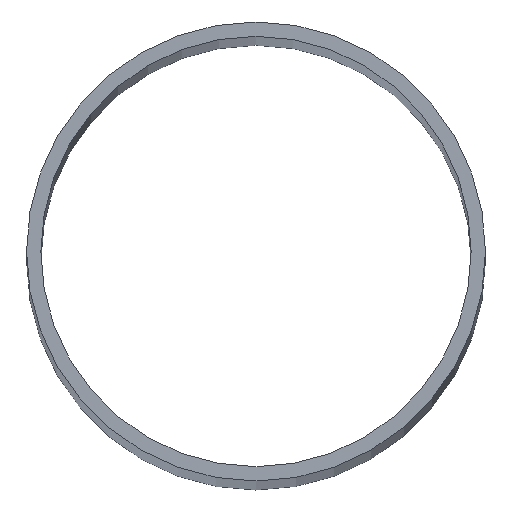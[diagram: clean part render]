
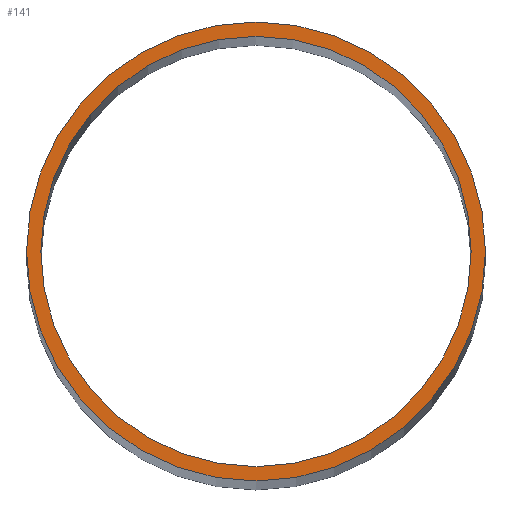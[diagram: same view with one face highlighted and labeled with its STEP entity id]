
A CAD part, top view. The second image highlights one B-rep face of the part: STEP entity #141.
In plain terms, the highlighted planar face has unit normal (0, 0, 1).
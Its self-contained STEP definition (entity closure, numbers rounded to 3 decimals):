
#3 = ORIENTED_EDGE ( 'NONE', *, *, #191, .F. ) ;
#21 = VERTEX_POINT ( 'NONE', #42 ) ;
#23 = AXIS2_PLACEMENT_3D ( 'NONE', #118, #168, #96 ) ;
#25 = CARTESIAN_POINT ( 'NONE',  ( 0., 0., 90. ) ) ;
#29 = DIRECTION ( 'NONE',  ( 0., 0., 1. ) ) ;
#30 = AXIS2_PLACEMENT_3D ( 'NONE', #25, #166, #249 ) ;
#33 = EDGE_LOOP ( 'NONE', ( #74, #228 ) ) ;
#36 = CIRCLE ( 'NONE', #177, 7.5 ) ;
#42 = CARTESIAN_POINT ( 'NONE',  ( 7.5, 0., 90. ) ) ;
#57 = VERTEX_POINT ( 'NONE', #117 ) ;
#61 = PLANE ( 'NONE',  #23 ) ;
#68 = EDGE_CURVE ( 'NONE', #186, #85, #101, .T. ) ;
#74 = ORIENTED_EDGE ( 'NONE', *, *, #172, .T. ) ;
#76 = AXIS2_PLACEMENT_3D ( 'NONE', #121, #196, #220 ) ;
#81 = CARTESIAN_POINT ( 'NONE',  ( 0., 0., 90. ) ) ;
#85 = VERTEX_POINT ( 'NONE', #111 ) ;
#92 = CIRCLE ( 'NONE', #76, 7.5 ) ;
#94 = FACE_OUTER_BOUND ( 'NONE', #33, .T. ) ;
#96 = DIRECTION ( 'NONE',  ( 1., 0., 0. ) ) ;
#101 = CIRCLE ( 'NONE', #30, 8. ) ;
#111 = CARTESIAN_POINT ( 'NONE',  ( -8., 0., 90. ) ) ;
#117 = CARTESIAN_POINT ( 'NONE',  ( -7.5, 0., 90. ) ) ;
#118 = CARTESIAN_POINT ( 'NONE',  ( 0., 0., 90. ) ) ;
#121 = CARTESIAN_POINT ( 'NONE',  ( 0., 0., 90. ) ) ;
#128 = AXIS2_PLACEMENT_3D ( 'NONE', #81, #159, #174 ) ;
#140 = DIRECTION ( 'NONE',  ( 1., 0., 0. ) ) ;
#141 = ADVANCED_FACE ( 'NONE', ( #94, #233 ), #61, .T. ) ;
#159 = DIRECTION ( 'NONE',  ( 0., 0., 1. ) ) ;
#166 = DIRECTION ( 'NONE',  ( 0., 0., 1. ) ) ;
#168 = DIRECTION ( 'NONE',  ( 0., 0., 1. ) ) ;
#172 = EDGE_CURVE ( 'NONE', #85, #186, #183, .T. ) ;
#174 = DIRECTION ( 'NONE',  ( 1., 0., 0. ) ) ;
#177 = AXIS2_PLACEMENT_3D ( 'NONE', #199, #29, #140 ) ;
#178 = EDGE_CURVE ( 'NONE', #21, #57, #92, .T. ) ;
#183 = CIRCLE ( 'NONE', #128, 8. ) ;
#186 = VERTEX_POINT ( 'NONE', #237 ) ;
#190 = EDGE_LOOP ( 'NONE', ( #3, #205 ) ) ;
#191 = EDGE_CURVE ( 'NONE', #57, #21, #36, .T. ) ;
#196 = DIRECTION ( 'NONE',  ( 0., 0., 1. ) ) ;
#199 = CARTESIAN_POINT ( 'NONE',  ( 0., 0., 90. ) ) ;
#205 = ORIENTED_EDGE ( 'NONE', *, *, #178, .F. ) ;
#220 = DIRECTION ( 'NONE',  ( 1., 0., 0. ) ) ;
#228 = ORIENTED_EDGE ( 'NONE', *, *, #68, .T. ) ;
#233 = FACE_BOUND ( 'NONE', #190, .T. ) ;
#237 = CARTESIAN_POINT ( 'NONE',  ( 8., 0., 90. ) ) ;
#249 = DIRECTION ( 'NONE',  ( 1., 0., 0. ) ) ;
